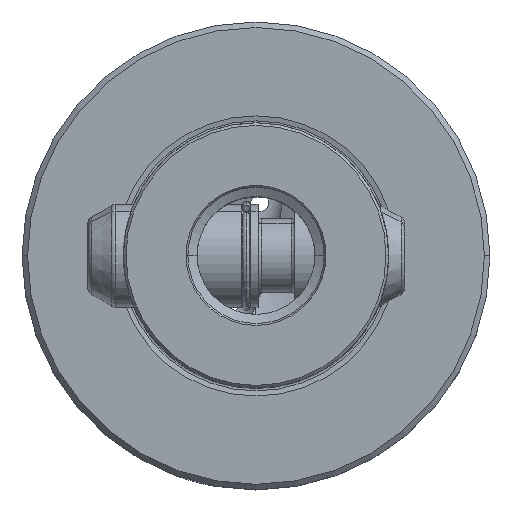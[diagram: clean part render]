
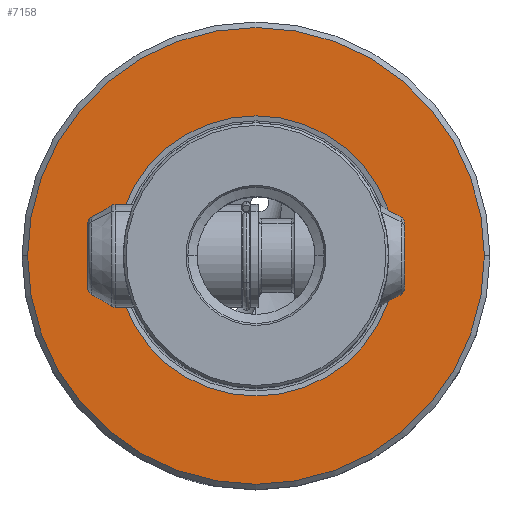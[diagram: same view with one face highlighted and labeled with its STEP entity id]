
A CAD part, top view. The second image highlights one B-rep face of the part: STEP entity #7158.
In plain terms, the highlighted planar face has unit normal (0, 0, 1).
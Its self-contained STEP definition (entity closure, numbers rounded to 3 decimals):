
#2650=EDGE_CURVE('NONE',#4674,#6814,#7577,.F.);
#3828=EDGE_CURVE('NONE',#6814,#4674,#8860,.F.);
#4674=VERTEX_POINT('NONE',#9804);
#4980=EDGE_CURVE('NONE',#7366,#5116,#10146,.T.);
#5116=VERTEX_POINT('NONE',#10303);
#6814=VERTEX_POINT('NONE',#12179);
#7158=ADVANCED_FACE('NONE',(#12549,#12550),#12551,.T.);
#7254=EDGE_CURVE('NONE',#5116,#7366,#12658,.T.);
#7366=VERTEX_POINT('NONE',#12783);
#7577=CIRCLE('',#13108,19.012);
#8860=CIRCLE('',#15606,19.012);
#9804=CARTESIAN_POINT('',(19.012,0.,0.0));
#10146=CIRCLE('',#18132,31.0);
#10303=CARTESIAN_POINT('',(-31.0,0.,0.0));
#12179=CARTESIAN_POINT('',(-19.012,0.,0.0));
#12549=FACE_OUTER_BOUND('',#23029,.T.);
#12550=FACE_BOUND('',#23030,.T.);
#12551=PLANE('',#23031);
#12658=CIRCLE('',#23221,31.0);
#12783=CARTESIAN_POINT('',(31.0,0.,0.0));
#13108=AXIS2_PLACEMENT_3D('',#23669,#23670,#23671);
#15606=AXIS2_PLACEMENT_3D('',#25045,#25046,#25047);
#18132=AXIS2_PLACEMENT_3D('',#26624,#26625,#26626);
#23029=EDGE_LOOP('',(#29413,#29414));
#23030=EDGE_LOOP('',(#29415,#29416));
#23031=AXIS2_PLACEMENT_3D('',#29417,#29418,#29419);
#23221=AXIS2_PLACEMENT_3D('',#29551,#29552,#29553);
#23669=CARTESIAN_POINT('',(0.0,0.0,0.0));
#23670=DIRECTION('',(0.0,0.0,-1.0));
#23671=DIRECTION('',(1.0,0.,0.0));
#25045=CARTESIAN_POINT('',(0.0,0.0,0.0));
#25046=DIRECTION('',(0.0,0.0,-1.0));
#25047=DIRECTION('',(1.0,0.,0.0));
#26624=CARTESIAN_POINT('',(0.0,0.0,0.0));
#26625=DIRECTION('',(0.0,0.0,-1.0));
#26626=DIRECTION('',(-1.0,0.,0.0));
#29413=ORIENTED_EDGE('',*,*,#7254,.F.);
#29414=ORIENTED_EDGE('',*,*,#4980,.F.);
#29415=ORIENTED_EDGE('',*,*,#2650,.F.);
#29416=ORIENTED_EDGE('',*,*,#3828,.F.);
#29417=CARTESIAN_POINT('',(-18.0,0.0,0.0));
#29418=DIRECTION('',(-0.0,0.0,1.0));
#29419=DIRECTION('',(0.0,1.0,0.0));
#29551=CARTESIAN_POINT('',(0.0,0.0,0.0));
#29552=DIRECTION('',(0.0,0.0,-1.0));
#29553=DIRECTION('',(-1.0,0.,0.0));
